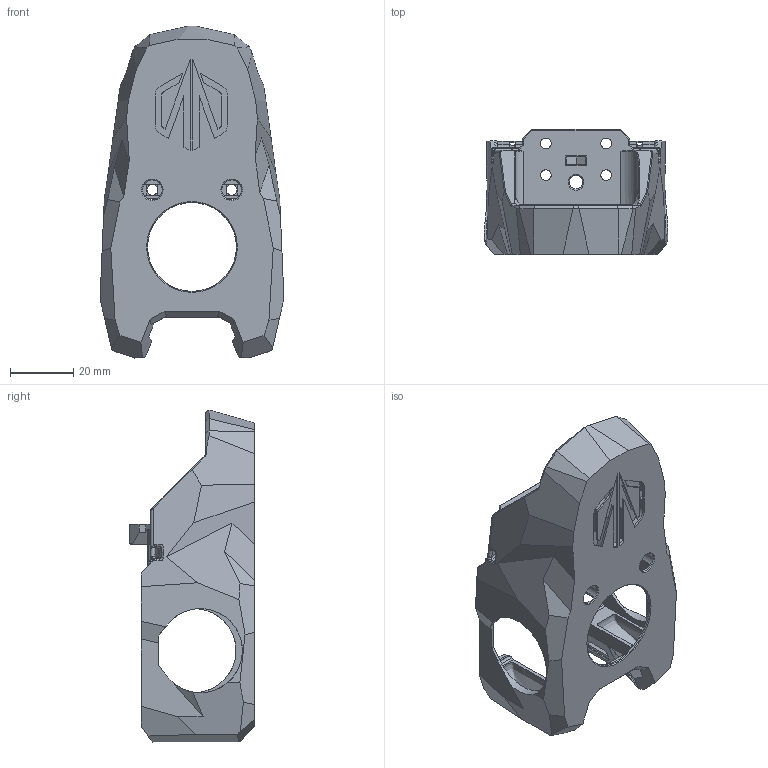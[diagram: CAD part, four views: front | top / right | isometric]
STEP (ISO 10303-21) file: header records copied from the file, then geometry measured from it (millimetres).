
FILE_DESCRIPTION(/* description */ (''),/* implementation_level */ '2;1');
FILE_NAME(/* name */ 'MM_MiniSB_LGXL v3.step',/* time_stamp */ '2023-04-21T11:16:53+02:00',/* author */ (''),/* organization */ (''),/* preprocessor_version */ 'ST-DEVELOPER v19.2',/* originating_system */ 'Autodesk Translation Framework v12.4.0.73',/* authorisation */ '');
FILE_SCHEMA (('AUTOMOTIVE_DESIGN { 1 0 10303 214 3 1 1 }'));
Products named in the file (3): MM_MiniSB_LGXL; Cowling; front_cowling
Assembly tree (2 placements, depth 3):
  MM_MiniSB_LGXL
    Cowling
      front_cowling
Bounding box: 57.95 x 39.39 x 104.63 mm (x, y, z)
Volume: 52199.9 mm3; surface area: 25395.5 mm2
Topology: 1 solids, 1 shells, 606 faces, 1721 edges, 1094 vertices
Faces by surface type: plane 355, cylinder 123, bspline 92, cone 26, sphere 6, torus 4
Full cylindrical faces by diameter (mm): 3.4 x8, 4.2 x1, 6 x4, 6.2 x2, 28 x1
Entity records: 51131 total; most frequent: CARTESIAN_POINT 35778, ORIENTED_EDGE 3428, DIRECTION 2843, EDGE_CURVE 1714, LINE 1143, VECTOR 1143, VERTEX_POINT 1094, AXIS2_PLACEMENT_3D 850
